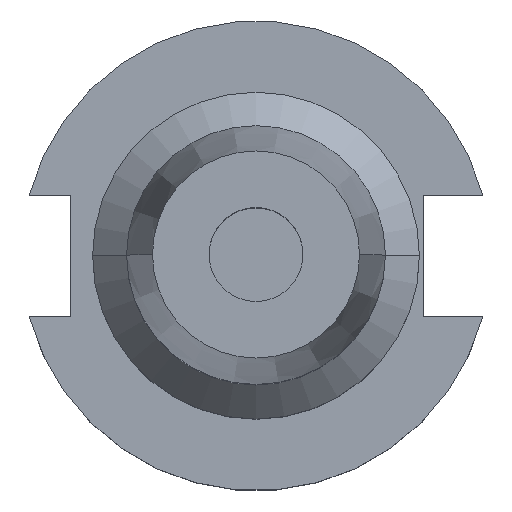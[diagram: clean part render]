
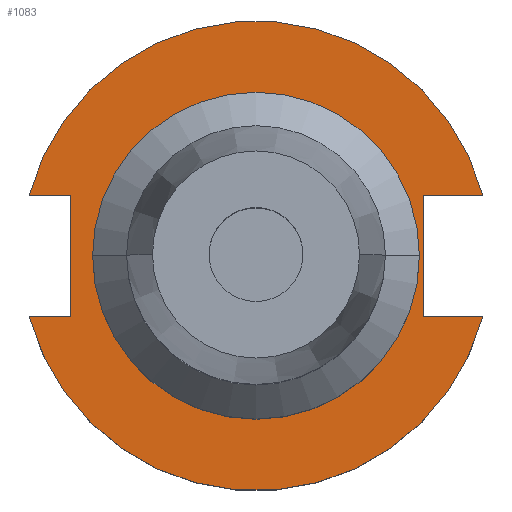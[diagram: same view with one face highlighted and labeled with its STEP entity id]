
A CAD part, top view. The second image highlights one B-rep face of the part: STEP entity #1083.
In plain terms, the highlighted planar face has unit normal (0, 0, 1).
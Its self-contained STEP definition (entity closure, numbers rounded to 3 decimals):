
#12 = EDGE_CURVE ( 'NONE', #1647, #1651, #1051, .T. ) ;
#30 = VERTEX_POINT ( 'NONE', #1046 ) ;
#59 = VERTEX_POINT ( 'NONE', #291 ) ;
#66 = CARTESIAN_POINT ( 'NONE',  ( -22.1, 0., 19.05 ) ) ;
#90 = ORIENTED_EDGE ( 'NONE', *, *, #1276, .F. ) ;
#104 = DIRECTION ( 'NONE',  ( 1., 0., 0. ) ) ;
#147 = FACE_OUTER_BOUND ( 'NONE', #1573, .T. ) ;
#152 = CARTESIAN_POINT ( 'NONE',  ( 22.606, 22.1, 19.05 ) ) ;
#201 = EDGE_CURVE ( 'NONE', #961, #573, #1395, .T. ) ;
#237 = CARTESIAN_POINT ( 'NONE',  ( 0., 0., 19.05 ) ) ;
#250 = LINE ( 'NONE', #802, #1564 ) ;
#291 = CARTESIAN_POINT ( 'NONE',  ( 30.675, -8.191, 19.05 ) ) ;
#340 = CARTESIAN_POINT ( 'NONE',  ( -25.091, -8.191, 19.05 ) ) ;
#345 = EDGE_CURVE ( 'NONE', #581, #729, #1198, .T. ) ;
#377 = LINE ( 'NONE', #757, #723 ) ;
#383 = ORIENTED_EDGE ( 'NONE', *, *, #1447, .F. ) ;
#387 = DIRECTION ( 'NONE',  ( 1., 0., 0. ) ) ;
#507 = LINE ( 'NONE', #658, #857 ) ;
#514 = DIRECTION ( 'NONE',  ( 1., 0., 0. ) ) ;
#522 = DIRECTION ( 'NONE',  ( 0., 0., 1. ) ) ;
#542 = VECTOR ( 'NONE', #923, 1000. ) ;
#557 = CARTESIAN_POINT ( 'NONE',  ( 30.675, 8.191, 19.05 ) ) ;
#573 = VERTEX_POINT ( 'NONE', #1307 ) ;
#581 = VERTEX_POINT ( 'NONE', #1440 ) ;
#609 = DIRECTION ( 'NONE',  ( 1., 0., 0. ) ) ;
#613 = CIRCLE ( 'NONE', #866, 31.75 ) ;
#658 = CARTESIAN_POINT ( 'NONE',  ( 0., 8.191, 19.05 ) ) ;
#668 = CARTESIAN_POINT ( 'NONE',  ( -61.091, 8.191, 19.05 ) ) ;
#680 = EDGE_LOOP ( 'NONE', ( #383, #1215 ) ) ;
#682 = DIRECTION ( 'NONE',  ( -1., 0., 0. ) ) ;
#684 = CARTESIAN_POINT ( 'NONE',  ( 0., 0., 19.05 ) ) ;
#712 = LINE ( 'NONE', #668, #1308 ) ;
#723 = VECTOR ( 'NONE', #1002, 1000. ) ;
#729 = VERTEX_POINT ( 'NONE', #340 ) ;
#757 = CARTESIAN_POINT ( 'NONE',  ( 0., -8.191, 19.05 ) ) ;
#770 = CARTESIAN_POINT ( 'NONE',  ( 0., 0., 19.05 ) ) ;
#798 = VERTEX_POINT ( 'NONE', #66 ) ;
#799 = ORIENTED_EDGE ( 'NONE', *, *, #1045, .T. ) ;
#802 = CARTESIAN_POINT ( 'NONE',  ( -61.091, -8.191, 19.05 ) ) ;
#817 = CARTESIAN_POINT ( 'NONE',  ( 0., 22.1, 19.05 ) ) ;
#835 = FACE_BOUND ( 'NONE', #680, .T. ) ;
#852 = EDGE_CURVE ( 'NONE', #1310, #729, #250, .T. ) ;
#857 = VECTOR ( 'NONE', #1016, 1000. ) ;
#866 = AXIS2_PLACEMENT_3D ( 'NONE', #684, #1448, #1318 ) ;
#881 = DIRECTION ( 'NONE',  ( 0., 0., 1. ) ) ;
#884 = ORIENTED_EDGE ( 'NONE', *, *, #1166, .T. ) ;
#889 = CARTESIAN_POINT ( 'NONE',  ( -30.675, -8.191, 19.05 ) ) ;
#923 = DIRECTION ( 'NONE',  ( 0., 1., 0. ) ) ;
#942 = VECTOR ( 'NONE', #1375, 1000. ) ;
#944 = PLANE ( 'NONE',  #948 ) ;
#948 = AXIS2_PLACEMENT_3D ( 'NONE', #817, #1570, #682 ) ;
#961 = VERTEX_POINT ( 'NONE', #557 ) ;
#1002 = DIRECTION ( 'NONE',  ( 1., 0., 0. ) ) ;
#1016 = DIRECTION ( 'NONE',  ( -1., 0., 0. ) ) ;
#1017 = ORIENTED_EDGE ( 'NONE', *, *, #201, .T. ) ;
#1031 = ORIENTED_EDGE ( 'NONE', *, *, #1496, .F. ) ;
#1042 = CARTESIAN_POINT ( 'NONE',  ( 22.606, -8.191, 19.05 ) ) ;
#1045 = EDGE_CURVE ( 'NONE', #1310, #59, #613, .T. ) ;
#1046 = CARTESIAN_POINT ( 'NONE',  ( 22.1, 0., 19.05 ) ) ;
#1051 = LINE ( 'NONE', #152, #542 ) ;
#1056 = ORIENTED_EDGE ( 'NONE', *, *, #12, .T. ) ;
#1083 = ADVANCED_FACE ( 'NONE', ( #835, #147 ), #944, .F. ) ;
#1131 = AXIS2_PLACEMENT_3D ( 'NONE', #237, #881, #104 ) ;
#1144 = CIRCLE ( 'NONE', #1296, 22.1 ) ;
#1164 = ORIENTED_EDGE ( 'NONE', *, *, #852, .F. ) ;
#1166 = EDGE_CURVE ( 'NONE', #573, #581, #712, .T. ) ;
#1182 = CIRCLE ( 'NONE', #1131, 22.1 ) ;
#1198 = LINE ( 'NONE', #1244, #942 ) ;
#1215 = ORIENTED_EDGE ( 'NONE', *, *, #1457, .F. ) ;
#1230 = ORIENTED_EDGE ( 'NONE', *, *, #345, .T. ) ;
#1244 = CARTESIAN_POINT ( 'NONE',  ( -25.091, 8.191, 19.05 ) ) ;
#1276 = EDGE_CURVE ( 'NONE', #961, #1651, #507, .T. ) ;
#1296 = AXIS2_PLACEMENT_3D ( 'NONE', #1416, #522, #387 ) ;
#1307 = CARTESIAN_POINT ( 'NONE',  ( -30.675, 8.191, 19.05 ) ) ;
#1308 = VECTOR ( 'NONE', #514, 1000. ) ;
#1310 = VERTEX_POINT ( 'NONE', #889 ) ;
#1316 = AXIS2_PLACEMENT_3D ( 'NONE', #770, #1511, #609 ) ;
#1318 = DIRECTION ( 'NONE',  ( 1., 0., 0. ) ) ;
#1375 = DIRECTION ( 'NONE',  ( 0., -1., 0. ) ) ;
#1395 = CIRCLE ( 'NONE', #1316, 31.75 ) ;
#1416 = CARTESIAN_POINT ( 'NONE',  ( 0., 0., 19.05 ) ) ;
#1434 = DIRECTION ( 'NONE',  ( 1., 0., 0. ) ) ;
#1440 = CARTESIAN_POINT ( 'NONE',  ( -25.091, 8.191, 19.05 ) ) ;
#1447 = EDGE_CURVE ( 'NONE', #30, #798, #1182, .T. ) ;
#1448 = DIRECTION ( 'NONE',  ( 0., 0., 1. ) ) ;
#1457 = EDGE_CURVE ( 'NONE', #798, #30, #1144, .T. ) ;
#1496 = EDGE_CURVE ( 'NONE', #1647, #59, #377, .T. ) ;
#1511 = DIRECTION ( 'NONE',  ( 0., 0., 1. ) ) ;
#1529 = CARTESIAN_POINT ( 'NONE',  ( 22.606, 8.191, 19.05 ) ) ;
#1564 = VECTOR ( 'NONE', #1434, 1000. ) ;
#1570 = DIRECTION ( 'NONE',  ( 0., 0., -1. ) ) ;
#1573 = EDGE_LOOP ( 'NONE', ( #1230, #1164, #799, #1031, #1056, #90, #1017, #884 ) ) ;
#1647 = VERTEX_POINT ( 'NONE', #1042 ) ;
#1651 = VERTEX_POINT ( 'NONE', #1529 ) ;
